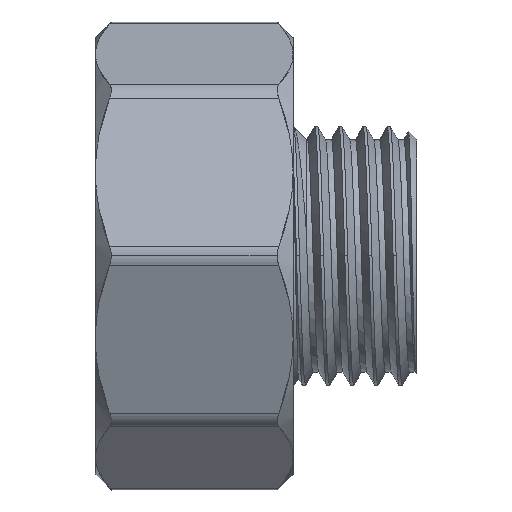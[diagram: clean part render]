
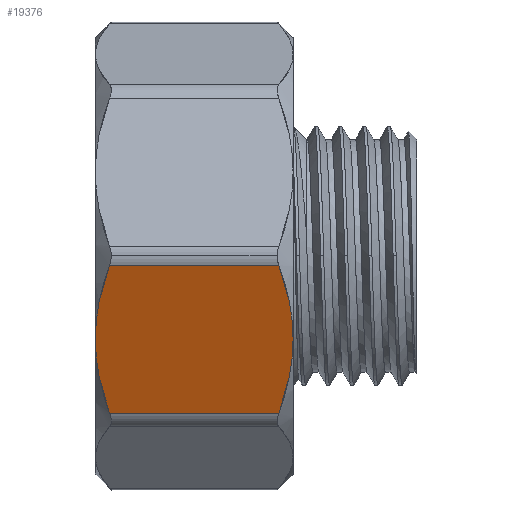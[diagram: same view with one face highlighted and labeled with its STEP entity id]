
A CAD part, top view. The second image highlights one B-rep face of the part: STEP entity #19376.
In plain terms, the highlighted free-form (B-spline) face has degree [1, 1] with [2, 2] control points.
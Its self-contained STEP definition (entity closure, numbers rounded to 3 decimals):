
#19376 = ADVANCED_FACE('',(#19377),#19489,.T.);
#19377 = FACE_BOUND('',#19378,.T.);
#19378 = EDGE_LOOP('',(#19379,#19388,#19396,#19404,#19412,#19420,#19428,
    #19436,#19443,#19451,#19459,#19467,#19475,#19483));
#19379 = ORIENTED_EDGE('',*,*,#19380,.T.);
#19380 = EDGE_CURVE('',#19381,#19383,#19385,.T.);
#19381 = VERTEX_POINT('',#19382);
#19382 = CARTESIAN_POINT('',(19.702,-1.016,
    24.922));
#19383 = VERTEX_POINT('',#19384);
#19384 = CARTESIAN_POINT('',(1.529,-1.016,
    24.922));
#19385 = B_SPLINE_CURVE_WITH_KNOTS('',1,(#19386,#19387),.UNSPECIFIED.,
  .F.,.F.,(2,2),(0.,13.695),.PIECEWISE_BEZIER_KNOTS.);
#19386 = CARTESIAN_POINT('',(19.702,-1.016,
    24.922));
#19387 = CARTESIAN_POINT('',(1.529,-1.016,
    24.922));
#19388 = ORIENTED_EDGE('',*,*,#19389,.T.);
#19389 = EDGE_CURVE('',#19383,#19390,#19392,.T.);
#19390 = VERTEX_POINT('',#19391);
#19391 = CARTESIAN_POINT('',(0.403,-4.931,
    23.3));
#19392 = B_SPLINE_CURVE_WITH_KNOTS('',2,(#19393,#19394,#19395),
  .UNSPECIFIED.,.F.,.F.,(3,3),(0.,0.5),.PIECEWISE_BEZIER_KNOTS.);
#19393 = CARTESIAN_POINT('',(1.529,-1.016,
    24.922));
#19394 = CARTESIAN_POINT('',(0.782,-3.018,
    24.093));
#19395 = CARTESIAN_POINT('',(0.403,-4.931,
    23.3));
#19396 = ORIENTED_EDGE('',*,*,#19397,.T.);
#19397 = EDGE_CURVE('',#19390,#19398,#19400,.T.);
#19398 = VERTEX_POINT('',#19399);
#19399 = CARTESIAN_POINT('',(0.103,-6.93,
    22.472));
#19400 = B_SPLINE_CURVE_WITH_KNOTS('',2,(#19401,#19402,#19403),
  .UNSPECIFIED.,.F.,.F.,(3,3),(0.5,0.75),.PIECEWISE_BEZIER_KNOTS.);
#19401 = CARTESIAN_POINT('',(0.403,-4.931,
    23.3));
#19402 = CARTESIAN_POINT('',(0.203,-5.937,
    22.884));
#19403 = CARTESIAN_POINT('',(0.103,-6.93,
    22.472));
#19404 = ORIENTED_EDGE('',*,*,#19405,.T.);
#19405 = EDGE_CURVE('',#19398,#19406,#19408,.T.);
#19406 = VERTEX_POINT('',#19407);
#19407 = CARTESIAN_POINT('',(0.,-8.96,
    21.631));
#19408 = B_SPLINE_CURVE_WITH_KNOTS('',2,(#19409,#19410,#19411),
  .UNSPECIFIED.,.F.,.F.,(3,3),(0.75,1.),.PIECEWISE_BEZIER_KNOTS.);
#19409 = CARTESIAN_POINT('',(0.103,-6.93,
    22.472));
#19410 = CARTESIAN_POINT('',(0.,-7.947,
    22.051));
#19411 = CARTESIAN_POINT('',(0.,-8.96,
    21.631));
#19412 = ORIENTED_EDGE('',*,*,#19413,.T.);
#19413 = EDGE_CURVE('',#19406,#19414,#19416,.T.);
#19414 = VERTEX_POINT('',#19415);
#19415 = CARTESIAN_POINT('',(0.103,-10.993,
    20.789));
#19416 = B_SPLINE_CURVE_WITH_KNOTS('',2,(#19417,#19418,#19419),
  .UNSPECIFIED.,.F.,.F.,(3,3),(0.,0.25),.PIECEWISE_BEZIER_KNOTS.);
#19417 = CARTESIAN_POINT('',(0.,-8.96,
    21.631));
#19418 = CARTESIAN_POINT('',(0.,-9.974,
    21.211));
#19419 = CARTESIAN_POINT('',(0.103,-10.993,
    20.789));
#19420 = ORIENTED_EDGE('',*,*,#19421,.T.);
#19421 = EDGE_CURVE('',#19414,#19422,#19424,.T.);
#19422 = VERTEX_POINT('',#19423);
#19423 = CARTESIAN_POINT('',(0.404,-12.994,
    19.961));
#19424 = B_SPLINE_CURVE_WITH_KNOTS('',2,(#19425,#19426,#19427),
  .UNSPECIFIED.,.F.,.F.,(3,3),(0.25,0.5),.PIECEWISE_BEZIER_KNOTS.);
#19425 = CARTESIAN_POINT('',(0.103,-10.993,
    20.789));
#19426 = CARTESIAN_POINT('',(0.204,-11.987,
    20.378));
#19427 = CARTESIAN_POINT('',(0.404,-12.994,
    19.961));
#19428 = ORIENTED_EDGE('',*,*,#19429,.T.);
#19429 = EDGE_CURVE('',#19422,#19430,#19432,.T.);
#19430 = VERTEX_POINT('',#19431);
#19431 = CARTESIAN_POINT('',(1.529,-16.905,
    18.341));
#19432 = B_SPLINE_CURVE_WITH_KNOTS('',2,(#19433,#19434,#19435),
  .UNSPECIFIED.,.F.,.F.,(3,3),(0.5,1.),.PIECEWISE_BEZIER_KNOTS.);
#19433 = CARTESIAN_POINT('',(0.404,-12.994,
    19.961));
#19434 = CARTESIAN_POINT('',(0.783,-14.904,
    19.169));
#19435 = CARTESIAN_POINT('',(1.529,-16.905,
    18.341));
#19436 = ORIENTED_EDGE('',*,*,#19437,.T.);
#19437 = EDGE_CURVE('',#19430,#19438,#19440,.T.);
#19438 = VERTEX_POINT('',#19439);
#19439 = CARTESIAN_POINT('',(19.702,-16.905,
    18.341));
#19440 = B_SPLINE_CURVE_WITH_KNOTS('',1,(#19441,#19442),.UNSPECIFIED.,
  .F.,.F.,(2,2),(0.,13.695),.PIECEWISE_BEZIER_KNOTS.);
#19441 = CARTESIAN_POINT('',(1.529,-16.905,
    18.341));
#19442 = CARTESIAN_POINT('',(19.702,-16.905,
    18.341));
#19443 = ORIENTED_EDGE('',*,*,#19444,.T.);
#19444 = EDGE_CURVE('',#19438,#19445,#19447,.T.);
#19445 = VERTEX_POINT('',#19446);
#19446 = CARTESIAN_POINT('',(20.828,-12.989,
    19.963));
#19447 = B_SPLINE_CURVE_WITH_KNOTS('',2,(#19448,#19449,#19450),
  .UNSPECIFIED.,.F.,.F.,(3,3),(0.,0.5),.PIECEWISE_BEZIER_KNOTS.);
#19448 = CARTESIAN_POINT('',(19.702,-16.905,
    18.341));
#19449 = CARTESIAN_POINT('',(20.449,-14.902,
    19.17));
#19450 = CARTESIAN_POINT('',(20.828,-12.989,
    19.963));
#19451 = ORIENTED_EDGE('',*,*,#19452,.T.);
#19452 = EDGE_CURVE('',#19445,#19453,#19455,.T.);
#19453 = VERTEX_POINT('',#19454);
#19454 = CARTESIAN_POINT('',(21.128,-10.99,
    20.791));
#19455 = B_SPLINE_CURVE_WITH_KNOTS('',2,(#19456,#19457,#19458),
  .UNSPECIFIED.,.F.,.F.,(3,3),(0.5,0.75),.PIECEWISE_BEZIER_KNOTS.);
#19456 = CARTESIAN_POINT('',(20.828,-12.989,
    19.963));
#19457 = CARTESIAN_POINT('',(21.028,-11.983,
    20.379));
#19458 = CARTESIAN_POINT('',(21.128,-10.99,
    20.791));
#19459 = ORIENTED_EDGE('',*,*,#19460,.T.);
#19460 = EDGE_CURVE('',#19453,#19461,#19463,.T.);
#19461 = VERTEX_POINT('',#19462);
#19462 = CARTESIAN_POINT('',(21.231,-8.96,
    21.631));
#19463 = B_SPLINE_CURVE_WITH_KNOTS('',2,(#19464,#19465,#19466),
  .UNSPECIFIED.,.F.,.F.,(3,3),(0.75,1.),.PIECEWISE_BEZIER_KNOTS.);
#19464 = CARTESIAN_POINT('',(21.128,-10.99,
    20.791));
#19465 = CARTESIAN_POINT('',(21.231,-9.973,
    21.212));
#19466 = CARTESIAN_POINT('',(21.231,-8.96,
    21.631));
#19467 = ORIENTED_EDGE('',*,*,#19468,.T.);
#19468 = EDGE_CURVE('',#19461,#19469,#19471,.T.);
#19469 = VERTEX_POINT('',#19470);
#19470 = CARTESIAN_POINT('',(21.128,-6.927,
    22.474));
#19471 = B_SPLINE_CURVE_WITH_KNOTS('',2,(#19472,#19473,#19474),
  .UNSPECIFIED.,.F.,.F.,(3,3),(0.,0.25),.PIECEWISE_BEZIER_KNOTS.);
#19472 = CARTESIAN_POINT('',(21.231,-8.96,
    21.631));
#19473 = CARTESIAN_POINT('',(21.231,-7.946,
    22.052));
#19474 = CARTESIAN_POINT('',(21.128,-6.927,
    22.474));
#19475 = ORIENTED_EDGE('',*,*,#19476,.T.);
#19476 = EDGE_CURVE('',#19469,#19477,#19479,.T.);
#19477 = VERTEX_POINT('',#19478);
#19478 = CARTESIAN_POINT('',(20.827,-4.926,
    23.302));
#19479 = B_SPLINE_CURVE_WITH_KNOTS('',2,(#19480,#19481,#19482),
  .UNSPECIFIED.,.F.,.F.,(3,3),(0.25,0.5),.PIECEWISE_BEZIER_KNOTS.);
#19480 = CARTESIAN_POINT('',(21.128,-6.927,
    22.474));
#19481 = CARTESIAN_POINT('',(21.027,-5.933,
    22.885));
#19482 = CARTESIAN_POINT('',(20.827,-4.926,
    23.302));
#19483 = ORIENTED_EDGE('',*,*,#19484,.T.);
#19484 = EDGE_CURVE('',#19477,#19381,#19485,.T.);
#19485 = B_SPLINE_CURVE_WITH_KNOTS('',2,(#19486,#19487,#19488),
  .UNSPECIFIED.,.F.,.F.,(3,3),(0.5,1.),.PIECEWISE_BEZIER_KNOTS.);
#19486 = CARTESIAN_POINT('',(20.827,-4.926,
    23.302));
#19487 = CARTESIAN_POINT('',(20.448,-3.016,
    24.094));
#19488 = CARTESIAN_POINT('',(19.702,-1.016,
    24.922));
#19489 = B_SPLINE_SURFACE_WITH_KNOTS('',1,1,(
    (#19490,#19491)
    ,(#19492,#19493
    )),.UNSPECIFIED.,.F.,.F.,.F.,(2,2),(2,2),(0.,1.),(0.,1.),
  .PIECEWISE_BEZIER_KNOTS.);
#19490 = CARTESIAN_POINT('',(-0.127,-1.016,
    24.922));
#19491 = CARTESIAN_POINT('',(21.358,-1.016,
    24.922));
#19492 = CARTESIAN_POINT('',(-0.127,-16.905,
    18.341));
#19493 = CARTESIAN_POINT('',(21.358,-16.905,
    18.341));
